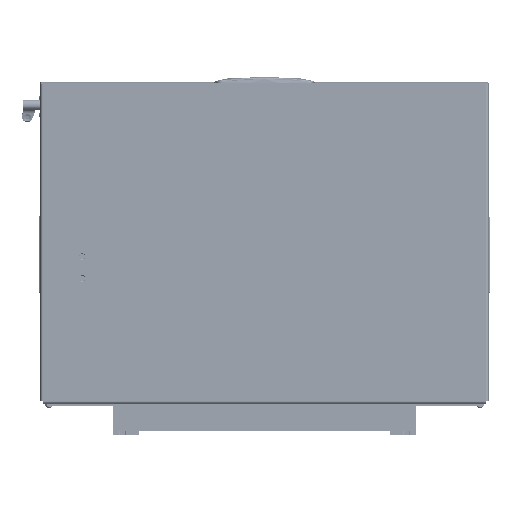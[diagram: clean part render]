
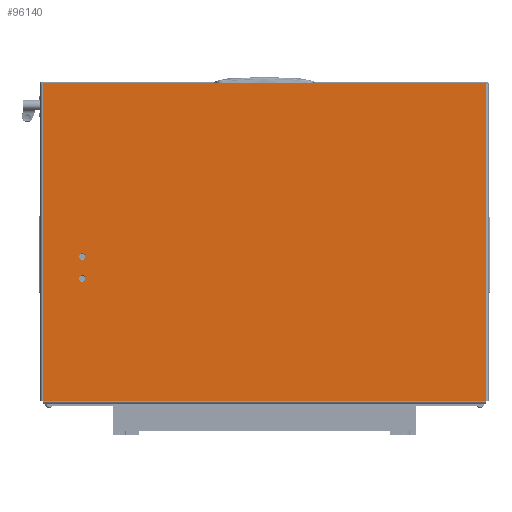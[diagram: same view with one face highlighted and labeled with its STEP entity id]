
A CAD part, front view. The second image highlights one B-rep face of the part: STEP entity #96140.
In plain terms, the highlighted face is planar.
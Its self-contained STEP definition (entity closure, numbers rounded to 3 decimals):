
#1088 = CARTESIAN_POINT ( 'NONE',  ( -2., 710., 0. ) ) ;
#1093 = CIRCLE ( 'NONE', #80617, 5.2 ) ;
#2866 = LINE ( 'NONE', #120116, #21439 ) ;
#3353 = DIRECTION ( 'NONE',  ( 0., 1., 0. ) ) ;
#3495 = EDGE_LOOP ( 'NONE', ( #108945, #40281 ) ) ;
#4013 = CARTESIAN_POINT ( 'NONE',  ( -2., -4., 0. ) ) ;
#5376 = CARTESIAN_POINT ( 'NONE',  ( 506., 708., 0. ) ) ;
#5485 = DIRECTION ( 'NONE',  ( -1., 0., 0. ) ) ;
#5712 = VERTEX_POINT ( 'NONE', #89698 ) ;
#6135 = EDGE_CURVE ( 'NONE', #136782, #30745, #99115, .T. ) ;
#9978 = ORIENTED_EDGE ( 'NONE', *, *, #20019, .T. ) ;
#9996 = EDGE_CURVE ( 'NONE', #64522, #64439, #91265, .T. ) ;
#13738 = DIRECTION ( 'NONE',  ( 0., -1., 0. ) ) ;
#14909 = DIRECTION ( 'NONE',  ( 0., 0., -1. ) ) ;
#15057 = EDGE_CURVE ( 'NONE', #136782, #137912, #112082, .T. ) ;
#15984 = VECTOR ( 'NONE', #13738, 1000. ) ;
#17667 = CARTESIAN_POINT ( 'NONE',  ( -2., -2., 0. ) ) ;
#17995 = VERTEX_POINT ( 'NONE', #1088 ) ;
#20019 = EDGE_CURVE ( 'NONE', #17995, #113428, #83658, .T. ) ;
#21439 = VECTOR ( 'NONE', #35497, 1000. ) ;
#22136 = EDGE_LOOP ( 'NONE', ( #30419, #33853 ) ) ;
#22146 = EDGE_CURVE ( 'NONE', #30745, #64439, #53828, .T. ) ;
#25241 = CARTESIAN_POINT ( 'NONE',  ( 0., 0., 0. ) ) ;
#25293 = EDGE_CURVE ( 'NONE', #64522, #47587, #2866, .T. ) ;
#28138 = CARTESIAN_POINT ( 'NONE',  ( 0., -2., 0. ) ) ;
#28987 = VERTEX_POINT ( 'NONE', #30637 ) ;
#30419 = ORIENTED_EDGE ( 'NONE', *, *, #109084, .F. ) ;
#30637 = CARTESIAN_POINT ( 'NONE',  ( 315.2, 645., 0. ) ) ;
#30745 = VERTEX_POINT ( 'NONE', #25241 ) ;
#33853 = ORIENTED_EDGE ( 'NONE', *, *, #77103, .F. ) ;
#33907 = PLANE ( 'NONE',  #50125 ) ;
#35497 = DIRECTION ( 'NONE',  ( -1., 0., 0. ) ) ;
#35747 = DIRECTION ( 'NONE',  ( 0., 1., 0. ) ) ;
#37054 = DIRECTION ( 'NONE',  ( 0., 0., -1. ) ) ;
#37712 = ORIENTED_EDGE ( 'NONE', *, *, #6135, .F. ) ;
#40159 = DIRECTION ( 'NONE',  ( 0., 0., -1. ) ) ;
#40281 = ORIENTED_EDGE ( 'NONE', *, *, #54693, .F. ) ;
#44309 = CARTESIAN_POINT ( 'NONE',  ( 0., -4., 0. ) ) ;
#44543 = FACE_BOUND ( 'NONE', #22136, .T. ) ;
#47587 = VERTEX_POINT ( 'NONE', #86815 ) ;
#48284 = DIRECTION ( 'NONE',  ( 1., 0., 0. ) ) ;
#48690 = EDGE_LOOP ( 'NONE', ( #37712, #94609, #75136, #9978, #112288, #119509, #118317, #115303 ) ) ;
#50125 = AXIS2_PLACEMENT_3D ( 'NONE', #77320, #66632, #5485 ) ;
#53030 = CARTESIAN_POINT ( 'NONE',  ( 0., -2., 0. ) ) ;
#53828 = LINE ( 'NONE', #74521, #56139 ) ;
#54693 = EDGE_CURVE ( 'NONE', #28987, #95621, #77604, .T. ) ;
#56139 = VECTOR ( 'NONE', #98038, 1000. ) ;
#57439 = CIRCLE ( 'NONE', #73309, 5.2 ) ;
#64439 = VERTEX_POINT ( 'NONE', #108477 ) ;
#64522 = VERTEX_POINT ( 'NONE', #5376 ) ;
#65914 = DIRECTION ( 'NONE',  ( -1., 0., 0. ) ) ;
#65953 = VERTEX_POINT ( 'NONE', #135534 ) ;
#66632 = DIRECTION ( 'NONE',  ( 0., 0., -1. ) ) ;
#67428 = DIRECTION ( 'NONE',  ( -1., 0., 0. ) ) ;
#69861 = VECTOR ( 'NONE', #121089, 1000. ) ;
#73309 = AXIS2_PLACEMENT_3D ( 'NONE', #130651, #78758, #65914 ) ;
#74521 = CARTESIAN_POINT ( 'NONE',  ( 0., 0., 0. ) ) ;
#75136 = ORIENTED_EDGE ( 'NONE', *, *, #112224, .T. ) ;
#77103 = EDGE_CURVE ( 'NONE', #65953, #5712, #1093, .T. ) ;
#77320 = CARTESIAN_POINT ( 'NONE',  ( 0., 708., 0. ) ) ;
#77604 = CIRCLE ( 'NONE', #102613, 5.2 ) ;
#78194 = CARTESIAN_POINT ( 'NONE',  ( 310., 645., 0. ) ) ;
#78758 = DIRECTION ( 'NONE',  ( 0., 0., -1. ) ) ;
#80162 = LINE ( 'NONE', #4013, #105106 ) ;
#80617 = AXIS2_PLACEMENT_3D ( 'NONE', #137603, #40159, #83587 ) ;
#81157 = CARTESIAN_POINT ( 'NONE',  ( 310., 645., 0. ) ) ;
#83587 = DIRECTION ( 'NONE',  ( -1., 0., 0. ) ) ;
#83658 = LINE ( 'NONE', #139079, #86397 ) ;
#86397 = VECTOR ( 'NONE', #48284, 1000. ) ;
#86585 = CARTESIAN_POINT ( 'NONE',  ( 304.8, 645., 0. ) ) ;
#86815 = CARTESIAN_POINT ( 'NONE',  ( 0., 708., 0. ) ) ;
#88012 = FACE_BOUND ( 'NONE', #3495, .T. ) ;
#89698 = CARTESIAN_POINT ( 'NONE',  ( 269.8, 645., 0. ) ) ;
#91265 = LINE ( 'NONE', #112534, #15984 ) ;
#91642 = VECTOR ( 'NONE', #122665, 1000. ) ;
#94609 = ORIENTED_EDGE ( 'NONE', *, *, #15057, .T. ) ;
#95476 = CIRCLE ( 'NONE', #108988, 5.2 ) ;
#95621 = VERTEX_POINT ( 'NONE', #86585 ) ;
#96140 = ADVANCED_FACE ( 'NONE', ( #44543, #88012, #131303 ), #33907, .T. ) ;
#97471 = VECTOR ( 'NONE', #35747, 1000. ) ;
#98038 = DIRECTION ( 'NONE',  ( 1., 0., 0. ) ) ;
#99111 = CARTESIAN_POINT ( 'NONE',  ( 0., -4., 0. ) ) ;
#99115 = LINE ( 'NONE', #44309, #97471 ) ;
#102613 = AXIS2_PLACEMENT_3D ( 'NONE', #81157, #37054, #115891 ) ;
#105106 = VECTOR ( 'NONE', #3353, 1000. ) ;
#106751 = EDGE_CURVE ( 'NONE', #95621, #28987, #95476, .T. ) ;
#108477 = CARTESIAN_POINT ( 'NONE',  ( 506., 0., 0. ) ) ;
#108945 = ORIENTED_EDGE ( 'NONE', *, *, #106751, .F. ) ;
#108988 = AXIS2_PLACEMENT_3D ( 'NONE', #78194, #14909, #67428 ) ;
#109084 = EDGE_CURVE ( 'NONE', #5712, #65953, #57439, .T. ) ;
#112082 = LINE ( 'NONE', #28138, #91642 ) ;
#112224 = EDGE_CURVE ( 'NONE', #137912, #17995, #80162, .T. ) ;
#112288 = ORIENTED_EDGE ( 'NONE', *, *, #132236, .F. ) ;
#112534 = CARTESIAN_POINT ( 'NONE',  ( 506., 708., 0. ) ) ;
#113428 = VERTEX_POINT ( 'NONE', #114883 ) ;
#114883 = CARTESIAN_POINT ( 'NONE',  ( 0., 710., 0. ) ) ;
#115303 = ORIENTED_EDGE ( 'NONE', *, *, #22146, .F. ) ;
#115891 = DIRECTION ( 'NONE',  ( -1., 0., 0. ) ) ;
#118317 = ORIENTED_EDGE ( 'NONE', *, *, #9996, .T. ) ;
#119509 = ORIENTED_EDGE ( 'NONE', *, *, #25293, .F. ) ;
#120116 = CARTESIAN_POINT ( 'NONE',  ( 0., 708., 0. ) ) ;
#121089 = DIRECTION ( 'NONE',  ( 0., 1., 0. ) ) ;
#121754 = LINE ( 'NONE', #99111, #69861 ) ;
#122665 = DIRECTION ( 'NONE',  ( -1., 0., 0. ) ) ;
#130651 = CARTESIAN_POINT ( 'NONE',  ( 275., 645., 0. ) ) ;
#131303 = FACE_OUTER_BOUND ( 'NONE', #48690, .T. ) ;
#132236 = EDGE_CURVE ( 'NONE', #47587, #113428, #121754, .T. ) ;
#135534 = CARTESIAN_POINT ( 'NONE',  ( 280.2, 645., 0. ) ) ;
#136782 = VERTEX_POINT ( 'NONE', #53030 ) ;
#137603 = CARTESIAN_POINT ( 'NONE',  ( 275., 645., 0. ) ) ;
#137912 = VERTEX_POINT ( 'NONE', #17667 ) ;
#139079 = CARTESIAN_POINT ( 'NONE',  ( 0., 710., 0. ) ) ;
